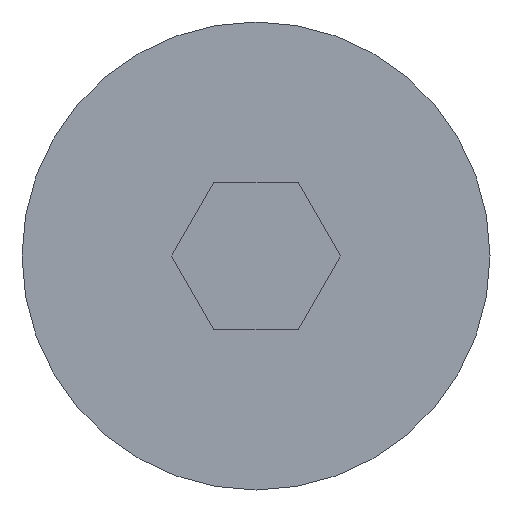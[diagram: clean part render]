
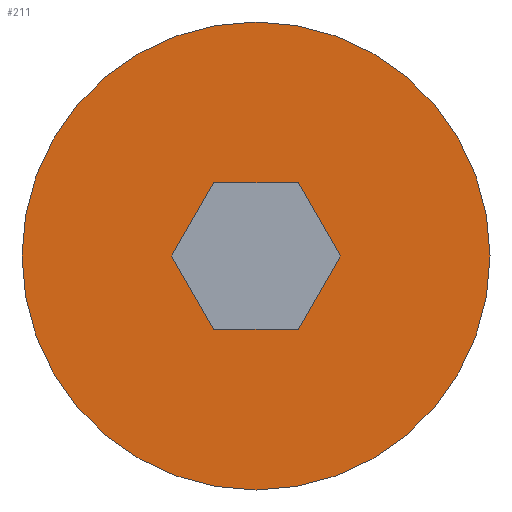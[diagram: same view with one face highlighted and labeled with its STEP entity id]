
A CAD part, left-side view. The second image highlights one B-rep face of the part: STEP entity #211.
In plain terms, the highlighted planar face has unit normal (-1, 0, 0).
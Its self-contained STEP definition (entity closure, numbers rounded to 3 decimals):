
#15=LINE($,#319,#33);
#18=LINE($,#325,#36);
#21=LINE($,#331,#39);
#24=LINE($,#337,#42);
#27=LINE($,#343,#45);
#30=LINE($,#347,#48);
#33=VECTOR($,#262,1.443);
#36=VECTOR($,#267,1.443);
#39=VECTOR($,#272,1.443);
#42=VECTOR($,#277,1.443);
#45=VECTOR($,#282,1.443);
#48=VECTOR($,#287,1.443);
#58=PLANE($,#233);
#65=FACE_BOUND($,#98,.T.);
#79=FACE_OUTER_BOUND($,#97,.T.);
#97=EDGE_LOOP($,(#188));
#98=EDGE_LOOP($,(#189,#190,#191,#192,#193,#194));
#106=CIRCLE($,#234,4.);
#114=VERTEX_POINT($,#316);
#115=VERTEX_POINT($,#318);
#117=VERTEX_POINT($,#324);
#119=VERTEX_POINT($,#330);
#121=VERTEX_POINT($,#336);
#123=VERTEX_POINT($,#342);
#124=VERTEX_POINT($,#350);
#132=EDGE_CURVE($,#115,#114,#15,.T.);
#135=EDGE_CURVE($,#117,#115,#18,.T.);
#138=EDGE_CURVE($,#119,#117,#21,.T.);
#141=EDGE_CURVE($,#121,#119,#24,.T.);
#144=EDGE_CURVE($,#123,#121,#27,.T.);
#147=EDGE_CURVE($,#114,#123,#30,.T.);
#148=EDGE_CURVE($,#124,#124,#106,.T.);
#188=ORIENTED_EDGE($,*,*,#148,.F.);
#189=ORIENTED_EDGE($,*,*,#132,.T.);
#190=ORIENTED_EDGE($,*,*,#147,.T.);
#191=ORIENTED_EDGE($,*,*,#144,.T.);
#192=ORIENTED_EDGE($,*,*,#141,.T.);
#193=ORIENTED_EDGE($,*,*,#138,.T.);
#194=ORIENTED_EDGE($,*,*,#135,.T.);
#211=ADVANCED_FACE($,(#79,#65),#58,.T.);
#233=AXIS2_PLACEMENT_3D($,#349,#290,#291);
#234=AXIS2_PLACEMENT_3D($,#351,#292,#293);
#262=DIRECTION($,(0.,0.5,-0.866));
#267=DIRECTION($,(0.,-0.5,-0.866));
#272=DIRECTION($,(0.,-1.,0.));
#277=DIRECTION($,(0.,-0.5,0.866));
#282=DIRECTION($,(0.,0.5,0.866));
#287=DIRECTION($,(0.,1.,0.));
#290=DIRECTION('center_axis',(-1.,0.,0.));
#291=DIRECTION('ref_axis',(0.,0.,1.));
#292=DIRECTION('center_axis',(1.,0.,0.));
#293=DIRECTION('ref_axis',(0.,0.,1.));
#316=CARTESIAN_POINT('',(0.,-0.722,-1.25));
#318=CARTESIAN_POINT('',(0.,-1.443,0.));
#319=CARTESIAN_POINT($,(0.,-1.335,-0.187));
#324=CARTESIAN_POINT('',(0.,-0.722,1.25));
#325=CARTESIAN_POINT($,(0.,-0.83,1.063));
#330=CARTESIAN_POINT('',(0.,0.722,1.25));
#331=CARTESIAN_POINT($,(0.,-0.361,1.25));
#336=CARTESIAN_POINT('',(0.,1.443,0.));
#337=CARTESIAN_POINT($,(0.,0.469,1.688));
#342=CARTESIAN_POINT('',(0.,0.722,-1.25));
#343=CARTESIAN_POINT($,(0.,1.696,0.438));
#347=CARTESIAN_POINT($,(0.,0.361,-1.25));
#349=CARTESIAN_POINT('Origin',(0.,0.,2.));
#350=CARTESIAN_POINT('',(0.,0.,4.));
#351=CARTESIAN_POINT('Origin',(0.,0.,0.));
